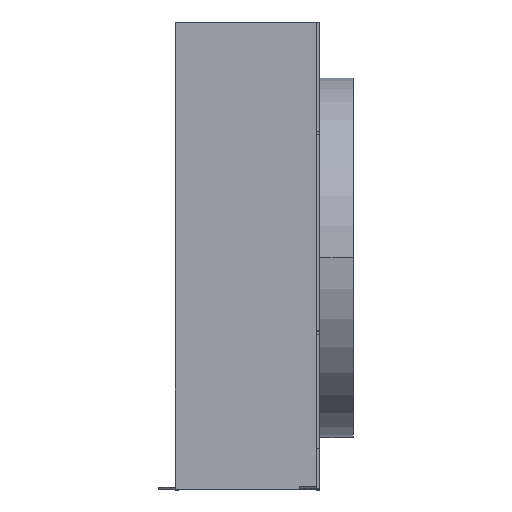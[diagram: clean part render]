
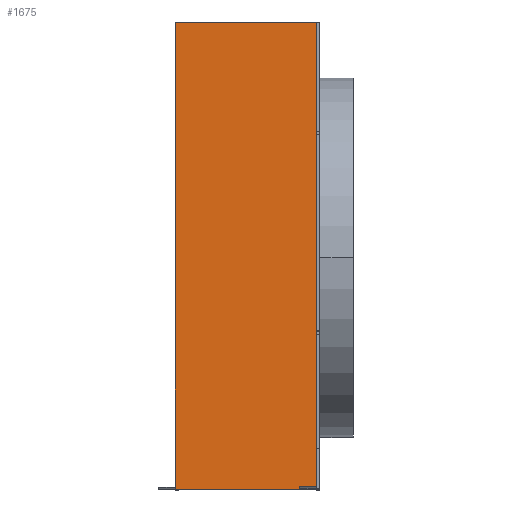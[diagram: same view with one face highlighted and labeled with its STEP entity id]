
A CAD part, top view. The second image highlights one B-rep face of the part: STEP entity #1675.
In plain terms, the highlighted planar face has unit normal (0, 0, 1).
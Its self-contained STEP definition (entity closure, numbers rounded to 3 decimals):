
#250=CARTESIAN_POINT('POINT19',(444.5,4.128,
   342.9));
#251=VERTEX_POINT('VERTEX19',#250);
#794=CARTESIAN_POINT('POINT54',(444.5,2.54,
   342.9));
#795=VERTEX_POINT('VERTEX54',#794);
#833=CARTESIAN_POINT('POINT56',(444.5,355.6,342.9));
#834=VERTEX_POINT('VERTEX56',#833);
#1018=CARTESIAN_POINT('POS123',(444.5,2.54,
   342.9));
#1019=DIRECTION('DIR173',(0.,1.,0.));
#1020=VECTOR('VEC73',#1019,25.4);
#1021=LINE('STRAIGHT73',#1018,#1020);
#1022=EDGE_CURVE('EDGE97',#795,#251,#1021,.T.);
#1050=CARTESIAN_POINT('POS125',(444.5,355.6,342.9));
#1051=DIRECTION('DIR176',(0.,-1.,0.));
#1052=VECTOR('VEC74',#1051,25.4);
#1053=LINE('STRAIGHT74',#1050,#1052);
#1054=EDGE_CURVE('EDGE98',#834,#251,#1053,.T.);
#1419=CARTESIAN_POINT('POINT90',(337.82,4.128,
   342.9));
#1420=VERTEX_POINT('VERTEX90',#1419);
#1428=CARTESIAN_POINT('POINT91',(337.82,2.54,
   342.9));
#1429=VERTEX_POINT('VERTEX91',#1428);
#1436=CARTESIAN_POINT('POS172',(337.82,2.54,
   342.9));
#1437=DIRECTION('DIR247',(0.,1.,0.));
#1438=VECTOR('VEC97',#1437,25.4);
#1439=LINE('STRAIGHT97',#1436,#1438);
#1440=EDGE_CURVE('EDGE133',#1429,#1420,#1439,.T.);
#1450=CARTESIAN_POINT('POS174',(337.82,2.54,
   342.9));
#1451=DIRECTION('DIR250',(1.,0.,0.));
#1452=VECTOR('VEC98',#1451,25.4);
#1453=LINE('STRAIGHT98',#1450,#1452);
#1454=EDGE_CURVE('EDGE134',#1429,#795,#1453,.T.);
#1521=CARTESIAN_POINT('POINT94',(337.82,355.6,342.9));
#1522=VERTEX_POINT('VERTEX94',#1521);
#1529=CARTESIAN_POINT('POS182',(337.82,355.6,342.9));
#1530=DIRECTION('DIR260',(1.,0.,0.));
#1531=VECTOR('VEC104',#1530,25.4);
#1532=LINE('STRAIGHT104',#1529,#1531);
#1533=EDGE_CURVE('EDGE140',#1522,#834,#1532,.T.);
#1657=ORIENTED_EDGE('COEDGE267',*,*,#1054,.F.);
#1658=ORIENTED_EDGE('COEDGE268',*,*,#1533,.F.);
#1659=CARTESIAN_POINT('POS196',(337.82,355.6,342.9));
#1660=DIRECTION('DIR279',(0.,-1.,0.));
#1661=VECTOR('VEC113',#1660,25.4);
#1662=LINE('STRAIGHT113',#1659,#1661);
#1663=EDGE_CURVE('EDGE149',#1522,#1420,#1662,.T.);
#1664=ORIENTED_EDGE('COEDGE269',*,*,#1663,.T.);
#1665=ORIENTED_EDGE('COEDGE270',*,*,#1440,.F.);
#1666=ORIENTED_EDGE('COEDGE271',*,*,#1454,.T.);
#1667=ORIENTED_EDGE('COEDGE272',*,*,#1022,.T.);
#1668=EDGE_LOOP('NONE',(#1657,#1658,#1664,#1665,#1666,#1667));
#1669=FACE_BOUND('LOOP1',#1668,.T.);
#1670=CARTESIAN_POINT('POS197',(337.82,355.6,342.9));
#1671=DIRECTION('DIR280',(0.,0.,1.));
#1672=DIRECTION('DIR281',(1.,0.,0.));
#1673=AXIS2_PLACEMENT_3D('AXIS84',#1670,#1671,#1672);
#1674=PLANE('PLANE36',#1673);
#1675=ADVANCED_FACE('FACE54',(#1669),#1674,.T.);
